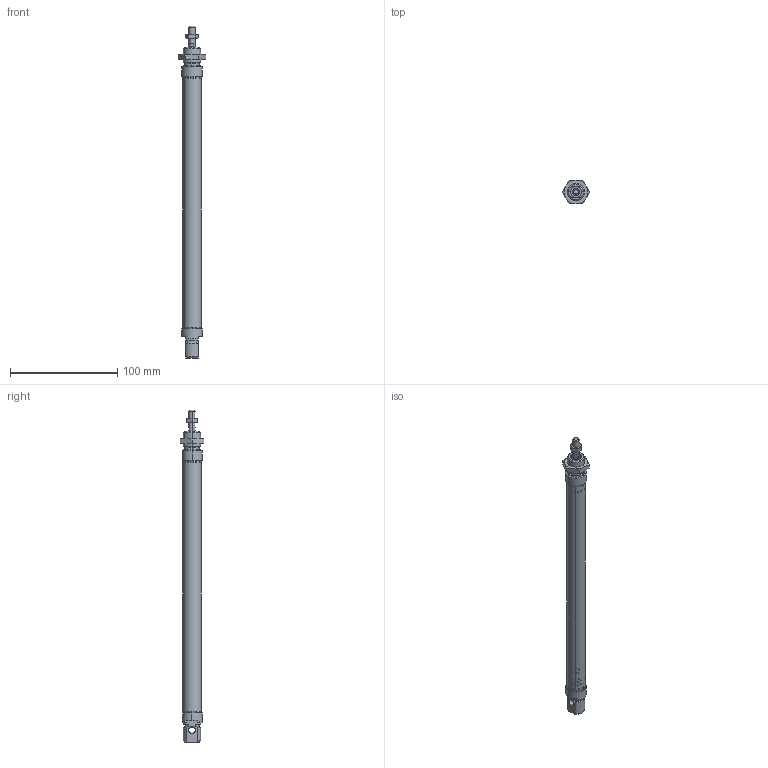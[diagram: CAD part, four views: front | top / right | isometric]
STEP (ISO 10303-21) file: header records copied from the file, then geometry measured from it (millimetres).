
FILE_DESCRIPTION (( 'STEP AP203' ), '1' );
FILE_NAME ('MADE0MN0160200.step', '2022-03-16T07:48:59', ( '' ), ( '' ), 'SwSTEP 2.0', 'SolidWorks 2021', '' );
FILE_SCHEMA (( 'CONFIG_CONTROL_DESIGN' ));
Length unit declared in the file: millimetre
Products named in the file (1): MADE0MN0160200
Bounding box: 25.4 x 22 x 309 mm (x, y, z)
Volume: 32108.6 mm3; surface area: 42142.1 mm2
Topology: 15 solids, 15 shells, 405 faces, 913 edges, 557 vertices
Faces by surface type: cylinder 130, cone 120, plane 115, torus 40
Entity records: 11700 total; most frequent: CARTESIAN_POINT 2322, DIRECTION 2115, ORIENTED_EDGE 1822, EDGE_CURVE 911, AXIS2_PLACEMENT_3D 886, VERTEX_POINT 557, CIRCLE 480, EDGE_LOOP 458
